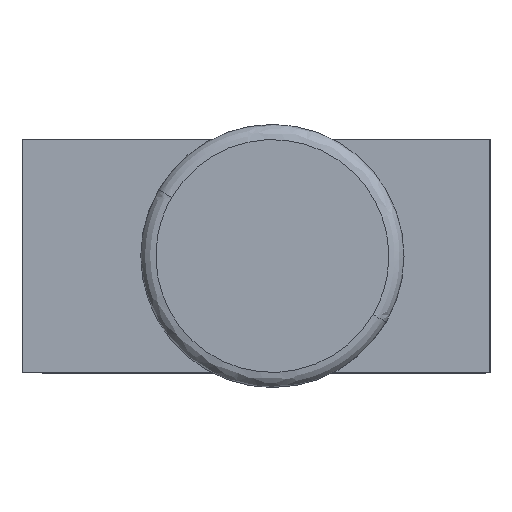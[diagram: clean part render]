
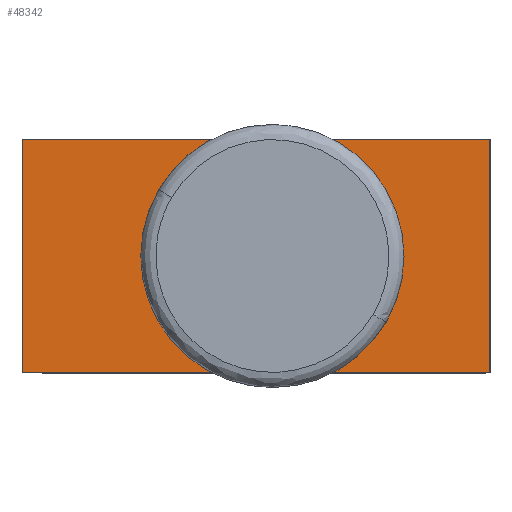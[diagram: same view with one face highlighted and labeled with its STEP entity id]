
A CAD part, left-side view. The second image highlights one B-rep face of the part: STEP entity #48342.
In plain terms, the highlighted planar face has unit normal (-1, 0, 0).
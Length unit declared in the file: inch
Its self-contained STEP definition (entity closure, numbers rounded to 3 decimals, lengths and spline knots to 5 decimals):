
#125 = EDGE_CURVE ( 'NONE', #6604, #48246, #37252, .T. ) ;
#2778 = CARTESIAN_POINT ( 'NONE',  ( 0., -1.07, -0.21875 ) ) ;
#5144 = AXIS2_PLACEMENT_3D ( 'NONE', #71085, #37102, #9752 ) ;
#6604 = VERTEX_POINT ( 'NONE', #8087 ) ;
#6893 = ORIENTED_EDGE ( 'NONE', *, *, #44505, .T. ) ;
#8087 = CARTESIAN_POINT ( 'NONE',  ( 0., -1.07, -0.78125 ) ) ;
#8390 = VERTEX_POINT ( 'NONE', #58325 ) ;
#9370 = VECTOR ( 'NONE', #19785, 39.37008 ) ;
#9752 = DIRECTION ( 'NONE',  ( 0., 0., 1. ) ) ;
#16669 = DIRECTION ( 'NONE',  ( 0., -1., 0. ) ) ;
#18752 = VECTOR ( 'NONE', #54490, 39.37008 ) ;
#19785 = DIRECTION ( 'NONE',  ( 0., 0., -1. ) ) ;
#20098 = EDGE_CURVE ( 'NONE', #51262, #8390, #43750, .T. ) ;
#21995 = EDGE_LOOP ( 'NONE', ( #75363, #23450, #6893, #28890 ) ) ;
#23059 = EDGE_LOOP ( 'NONE', ( #78347, #44034 ) ) ;
#23450 = ORIENTED_EDGE ( 'NONE', *, *, #45252, .T. ) ;
#27423 = LINE ( 'NONE', #53933, #18752 ) ;
#27636 = LINE ( 'NONE', #88746, #9370 ) ;
#28890 = ORIENTED_EDGE ( 'NONE', *, *, #20098, .F. ) ;
#31389 = DIRECTION ( 'NONE',  ( 1., 0., 0. ) ) ;
#31873 = LINE ( 'NONE', #60329, #76842 ) ;
#37102 = DIRECTION ( 'NONE',  ( -1., 0., 0. ) ) ;
#37252 = CIRCLE ( 'NONE', #5144, 0.28125 ) ;
#40380 = AXIS2_PLACEMENT_3D ( 'NONE', #78938, #31389, #16669 ) ;
#41323 = AXIS2_PLACEMENT_3D ( 'NONE', #59851, #59243, #45257 ) ;
#41716 = EDGE_CURVE ( 'NONE', #51262, #76585, #27636, .T. ) ;
#43750 = LINE ( 'NONE', #75830, #54467 ) ;
#44034 = ORIENTED_EDGE ( 'NONE', *, *, #125, .F. ) ;
#44505 = EDGE_CURVE ( 'NONE', #66437, #8390, #31873, .T. ) ;
#45252 = EDGE_CURVE ( 'NONE', #76585, #66437, #27423, .T. ) ;
#45257 = DIRECTION ( 'NONE',  ( 0., 0., 1. ) ) ;
#45530 = EDGE_CURVE ( 'NONE', #48246, #6604, #45576, .T. ) ;
#45576 = CIRCLE ( 'NONE', #41323, 0.28125 ) ;
#46040 = DIRECTION ( 'NONE',  ( 0., 0., 1. ) ) ;
#48246 = VERTEX_POINT ( 'NONE', #2778 ) ;
#48342 = ADVANCED_FACE ( 'NONE', ( #67247, #68291 ), #86180, .F. ) ;
#51262 = VERTEX_POINT ( 'NONE', #57483 ) ;
#53933 = CARTESIAN_POINT ( 'NONE',  ( 0., 0., -1. ) ) ;
#54467 = VECTOR ( 'NONE', #54862, 39.37008 ) ;
#54490 = DIRECTION ( 'NONE',  ( 0., -1., 0. ) ) ;
#54862 = DIRECTION ( 'NONE',  ( 0., -1., 0. ) ) ;
#57483 = CARTESIAN_POINT ( 'NONE',  ( 0., 0., 0. ) ) ;
#58325 = CARTESIAN_POINT ( 'NONE',  ( 0., -2., 0. ) ) ;
#59243 = DIRECTION ( 'NONE',  ( -1., 0., 0. ) ) ;
#59851 = CARTESIAN_POINT ( 'NONE',  ( 0., -1.07, -0.5 ) ) ;
#60329 = CARTESIAN_POINT ( 'NONE',  ( 0., -2., -0.5 ) ) ;
#66437 = VERTEX_POINT ( 'NONE', #66519 ) ;
#66519 = CARTESIAN_POINT ( 'NONE',  ( 0., -2., -1. ) ) ;
#67247 = FACE_BOUND ( 'NONE', #23059, .T. ) ;
#68291 = FACE_OUTER_BOUND ( 'NONE', #21995, .T. ) ;
#71085 = CARTESIAN_POINT ( 'NONE',  ( 0., -1.07, -0.5 ) ) ;
#75363 = ORIENTED_EDGE ( 'NONE', *, *, #41716, .T. ) ;
#75830 = CARTESIAN_POINT ( 'NONE',  ( 0., 0., 0. ) ) ;
#76585 = VERTEX_POINT ( 'NONE', #84199 ) ;
#76842 = VECTOR ( 'NONE', #46040, 39.37008 ) ;
#78347 = ORIENTED_EDGE ( 'NONE', *, *, #45530, .F. ) ;
#78938 = CARTESIAN_POINT ( 'NONE',  ( 0., 0., 0. ) ) ;
#84199 = CARTESIAN_POINT ( 'NONE',  ( 0., 0., -1. ) ) ;
#86180 = PLANE ( 'NONE',  #40380 ) ;
#88746 = CARTESIAN_POINT ( 'NONE',  ( 0., 0., -0.5 ) ) ;
